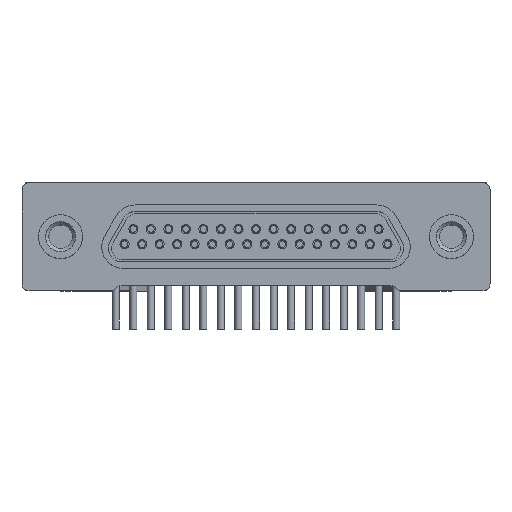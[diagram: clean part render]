
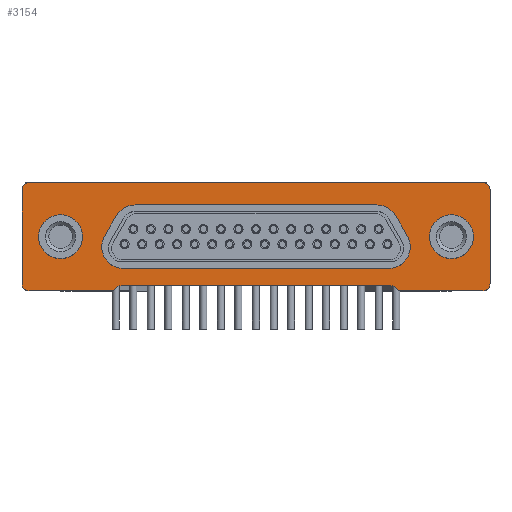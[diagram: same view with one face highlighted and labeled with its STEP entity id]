
A CAD part, top view. The second image highlights one B-rep face of the part: STEP entity #3154.
In plain terms, the highlighted planar face has unit normal (0, 0, 1).
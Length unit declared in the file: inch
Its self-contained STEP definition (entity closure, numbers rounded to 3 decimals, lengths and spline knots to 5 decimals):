
#166=CIRCLE('',#3484,0.031);
#167=CIRCLE('',#3485,0.031);
#168=CIRCLE('',#3486,0.02);
#169=CIRCLE('',#3487,0.02);
#170=CIRCLE('',#3488,0.02);
#171=CIRCLE('',#3489,0.02);
#172=CIRCLE('',#3490,0.0625);
#173=CIRCLE('',#3491,0.0625);
#460=ORIENTED_EDGE('',*,*,#1208,.F.);
#461=ORIENTED_EDGE('',*,*,#1209,.F.);
#462=ORIENTED_EDGE('',*,*,#1210,.F.);
#463=ORIENTED_EDGE('',*,*,#1180,.T.);
#464=ORIENTED_EDGE('',*,*,#1211,.T.);
#465=ORIENTED_EDGE('',*,*,#1206,.T.);
#466=ORIENTED_EDGE('',*,*,#1212,.T.);
#467=ORIENTED_EDGE('',*,*,#1187,.T.);
#468=ORIENTED_EDGE('',*,*,#1213,.T.);
#469=ORIENTED_EDGE('',*,*,#1203,.T.);
#470=ORIENTED_EDGE('',*,*,#1214,.T.);
#471=ORIENTED_EDGE('',*,*,#1152,.T.);
#472=ORIENTED_EDGE('',*,*,#1215,.F.);
#473=ORIENTED_EDGE('',*,*,#1216,.F.);
#1152=EDGE_CURVE('',#1527,#1526,#1840,.T.);
#1180=EDGE_CURVE('',#1542,#1553,#1858,.T.);
#1187=EDGE_CURVE('',#1561,#1560,#1862,.T.);
#1203=EDGE_CURVE('',#1574,#1576,#1872,.T.);
#1206=EDGE_CURVE('',#1580,#1579,#1875,.T.);
#1208=EDGE_CURVE('',#1581,#1526,#166,.T.);
#1209=EDGE_CURVE('',#1582,#1581,#1877,.T.);
#1210=EDGE_CURVE('',#1542,#1582,#167,.T.);
#1211=EDGE_CURVE('',#1553,#1580,#168,.T.);
#1212=EDGE_CURVE('',#1579,#1561,#169,.T.);
#1213=EDGE_CURVE('',#1560,#1574,#170,.T.);
#1214=EDGE_CURVE('',#1576,#1527,#171,.T.);
#1215=EDGE_CURVE('',#1583,#1583,#172,.T.);
#1216=EDGE_CURVE('',#1584,#1584,#173,.T.);
#1526=VERTEX_POINT('',#5152);
#1527=VERTEX_POINT('',#5154);
#1542=VERTEX_POINT('',#5187);
#1553=VERTEX_POINT('',#5209);
#1560=VERTEX_POINT('',#5224);
#1561=VERTEX_POINT('',#5226);
#1574=VERTEX_POINT('',#5253);
#1576=VERTEX_POINT('',#5257);
#1579=VERTEX_POINT('',#5264);
#1580=VERTEX_POINT('',#5266);
#1581=VERTEX_POINT('',#5270);
#1582=VERTEX_POINT('',#5272);
#1583=VERTEX_POINT('',#5279);
#1584=VERTEX_POINT('',#5281);
#1840=LINE('',#5153,#1958);
#1858=LINE('',#5210,#1976);
#1862=LINE('',#5225,#1980);
#1872=LINE('',#5258,#1990);
#1875=LINE('',#5265,#1993);
#1877=LINE('',#5271,#1995);
#1958=VECTOR('',#3987,39.37008);
#1976=VECTOR('',#4029,39.37008);
#1980=VECTOR('',#4041,39.37008);
#1990=VECTOR('',#4065,39.37008);
#1993=VECTOR('',#4070,39.37008);
#1995=VECTOR('',#4076,39.37008);
#2085=EDGE_LOOP('',(#460,#461,#462,#463,#464,#465,#466,#467,#468,#469,#470,
#471));
#2086=EDGE_LOOP('',(#472));
#2087=EDGE_LOOP('',(#473));
#2553=FACE_BOUND('',#2085,.T.);
#2554=FACE_BOUND('',#2086,.T.);
#2555=FACE_BOUND('',#2087,.T.);
#3017=PLANE('',#3483);
#3154=ADVANCED_FACE('',(#2553,#2554,#2555),#3017,.T.);
#3483=AXIS2_PLACEMENT_3D('',#5268,#4072,#4073);
#3484=AXIS2_PLACEMENT_3D('',#5269,#4074,#4075);
#3485=AXIS2_PLACEMENT_3D('',#5273,#4077,#4078);
#3486=AXIS2_PLACEMENT_3D('',#5274,#4079,#4080);
#3487=AXIS2_PLACEMENT_3D('',#5275,#4081,#4082);
#3488=AXIS2_PLACEMENT_3D('',#5276,#4083,#4084);
#3489=AXIS2_PLACEMENT_3D('',#5277,#4085,#4086);
#3490=AXIS2_PLACEMENT_3D('',#5278,#4087,#4088);
#3491=AXIS2_PLACEMENT_3D('',#5280,#4089,#4090);
#3987=DIRECTION('',(1.,0.,0.));
#4029=DIRECTION('',(1.,0.,0.));
#4041=DIRECTION('',(-1.,0.,0.));
#4065=DIRECTION('',(0.,-1.,0.));
#4070=DIRECTION('',(0.,1.,0.));
#4072=DIRECTION('',(0.,0.,1.));
#4073=DIRECTION('',(1.,0.,0.));
#4074=DIRECTION('',(0.,0.,1.));
#4075=DIRECTION('',(1.,0.,0.));
#4076=DIRECTION('',(-1.,0.,0.));
#4077=DIRECTION('',(0.,0.,1.));
#4078=DIRECTION('',(1.,0.,0.));
#4079=DIRECTION('',(0.,0.,1.));
#4080=DIRECTION('',(1.,0.,0.));
#4081=DIRECTION('',(0.,0.,1.));
#4082=DIRECTION('',(1.,0.,0.));
#4083=DIRECTION('',(0.,0.,1.));
#4084=DIRECTION('',(1.,0.,0.));
#4085=DIRECTION('',(0.,0.,1.));
#4086=DIRECTION('',(1.,0.,0.));
#4087=DIRECTION('',(0.,0.,1.));
#4088=DIRECTION('',(1.,0.,0.));
#4089=DIRECTION('',(0.,0.,1.));
#4090=DIRECTION('',(1.,0.,0.));
#5152=CARTESIAN_POINT('',(-0.4075,-0.154,0.));
#5153=CARTESIAN_POINT('',(-0.6675,-0.154,0.));
#5154=CARTESIAN_POINT('',(-0.6475,-0.154,0.));
#5187=CARTESIAN_POINT('',(0.4075,-0.154,0.));
#5209=CARTESIAN_POINT('',(0.6475,-0.154,0.));
#5210=CARTESIAN_POINT('',(-0.6675,-0.154,0.));
#5224=CARTESIAN_POINT('',(-0.6475,0.154,0.));
#5225=CARTESIAN_POINT('',(0.6675,0.154,0.));
#5226=CARTESIAN_POINT('',(0.6475,0.154,0.));
#5253=CARTESIAN_POINT('',(-0.6675,0.134,0.));
#5257=CARTESIAN_POINT('',(-0.6675,-0.134,0.));
#5258=CARTESIAN_POINT('',(-0.6675,0.154,0.));
#5264=CARTESIAN_POINT('',(0.6675,0.134,0.));
#5265=CARTESIAN_POINT('',(0.6675,-0.154,0.));
#5266=CARTESIAN_POINT('',(0.6675,-0.134,0.));
#5268=CARTESIAN_POINT('',(0.,0.,0.));
#5269=CARTESIAN_POINT('',(-0.38077,-0.1697,0.));
#5270=CARTESIAN_POINT('',(-0.38504,-0.139,0.));
#5271=CARTESIAN_POINT('',(0.38504,-0.139,0.));
#5272=CARTESIAN_POINT('',(0.38504,-0.139,0.));
#5273=CARTESIAN_POINT('',(0.38077,-0.1697,0.));
#5274=CARTESIAN_POINT('',(0.6475,-0.134,0.));
#5275=CARTESIAN_POINT('',(0.6475,0.134,0.));
#5276=CARTESIAN_POINT('',(-0.6475,0.134,0.));
#5277=CARTESIAN_POINT('',(-0.6475,-0.134,0.));
#5278=CARTESIAN_POINT('',(0.5575,0.,0.));
#5279=CARTESIAN_POINT('',(0.62,0.,0.));
#5280=CARTESIAN_POINT('',(-0.5575,0.,0.));
#5281=CARTESIAN_POINT('',(-0.495,0.,0.));
